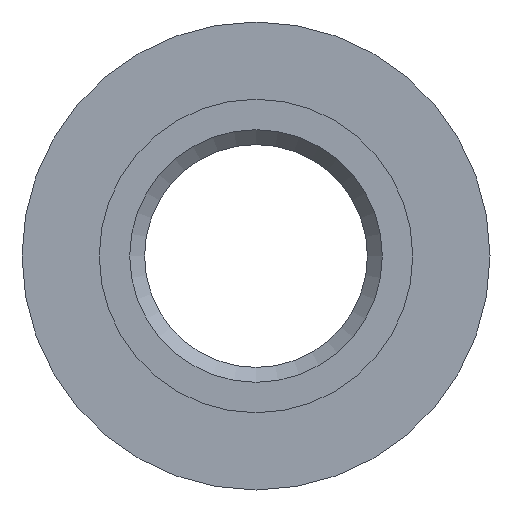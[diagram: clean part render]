
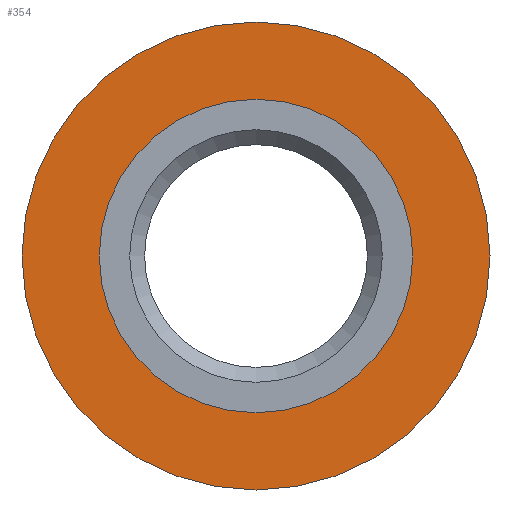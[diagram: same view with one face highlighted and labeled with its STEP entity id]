
A CAD part, left-side view. The second image highlights one B-rep face of the part: STEP entity #354.
In plain terms, the highlighted planar face has unit normal (-1, 0, 0).
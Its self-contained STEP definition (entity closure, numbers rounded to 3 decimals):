
#180 = CYLINDRICAL_SURFACE('',#181,3.15);
#181 = AXIS2_PLACEMENT_3D('',#182,#183,#184);
#182 = CARTESIAN_POINT('',(1.5,0.,0.));
#183 = DIRECTION('',(-1.,0.,0.));
#184 = DIRECTION('',(0.,0.,1.));
#251 = VERTEX_POINT('',#252);
#252 = CARTESIAN_POINT('',(0.,0.,3.15));
#275 = EDGE_CURVE('',#251,#251,#276,.T.);
#276 = SURFACE_CURVE('',#277,(#282,#289),.PCURVE_S1.);
#277 = CIRCLE('',#278,3.15);
#278 = AXIS2_PLACEMENT_3D('',#279,#280,#281);
#279 = CARTESIAN_POINT('',(0.,0.,0.));
#280 = DIRECTION('',(1.,0.,0.));
#281 = DIRECTION('',(0.,0.,1.));
#282 = PCURVE('',#180,#283);
#283 = DEFINITIONAL_REPRESENTATION('',(#284),#288);
#284 = LINE('',#285,#286);
#285 = CARTESIAN_POINT('',(0.,1.5));
#286 = VECTOR('',#287,1.);
#287 = DIRECTION('',(-1.,0.));
#288 = ( GEOMETRIC_REPRESENTATION_CONTEXT(2) 
PARAMETRIC_REPRESENTATION_CONTEXT() REPRESENTATION_CONTEXT('2D SPACE',''
  ) );
#289 = PCURVE('',#290,#295);
#290 = PLANE('',#291);
#291 = AXIS2_PLACEMENT_3D('',#292,#293,#294);
#292 = CARTESIAN_POINT('',(0.,0.,0.));
#293 = DIRECTION('',(1.,0.,0.));
#294 = DIRECTION('',(0.,0.,1.));
#295 = DEFINITIONAL_REPRESENTATION('',(#296),#300);
#296 = CIRCLE('',#297,3.15);
#297 = AXIS2_PLACEMENT_2D('',#298,#299);
#298 = CARTESIAN_POINT('',(0.,0.));
#299 = DIRECTION('',(1.,0.));
#300 = ( GEOMETRIC_REPRESENTATION_CONTEXT(2) 
PARAMETRIC_REPRESENTATION_CONTEXT() REPRESENTATION_CONTEXT('2D SPACE',''
  ) );
#354 = ADVANCED_FACE('',(#355,#358),#290,.F.);
#355 = FACE_BOUND('',#356,.F.);
#356 = EDGE_LOOP('',(#357));
#357 = ORIENTED_EDGE('',*,*,#275,.T.);
#358 = FACE_BOUND('',#359,.F.);
#359 = EDGE_LOOP('',(#360));
#360 = ORIENTED_EDGE('',*,*,#361,.F.);
#361 = EDGE_CURVE('',#362,#362,#364,.T.);
#362 = VERTEX_POINT('',#363);
#363 = CARTESIAN_POINT('',(0.,0.,2.11));
#364 = SURFACE_CURVE('',#365,(#370,#377),.PCURVE_S1.);
#365 = CIRCLE('',#366,2.11);
#366 = AXIS2_PLACEMENT_3D('',#367,#368,#369);
#367 = CARTESIAN_POINT('',(0.,0.,0.));
#368 = DIRECTION('',(1.,0.,0.));
#369 = DIRECTION('',(0.,0.,1.));
#370 = PCURVE('',#290,#371);
#371 = DEFINITIONAL_REPRESENTATION('',(#372),#376);
#372 = CIRCLE('',#373,2.11);
#373 = AXIS2_PLACEMENT_2D('',#374,#375);
#374 = CARTESIAN_POINT('',(0.,0.));
#375 = DIRECTION('',(1.,0.));
#376 = ( GEOMETRIC_REPRESENTATION_CONTEXT(2) 
PARAMETRIC_REPRESENTATION_CONTEXT() REPRESENTATION_CONTEXT('2D SPACE',''
  ) );
#377 = PCURVE('',#378,#383);
#378 = CYLINDRICAL_SURFACE('',#379,2.11);
#379 = AXIS2_PLACEMENT_3D('',#380,#381,#382);
#380 = CARTESIAN_POINT('',(0.,0.,0.));
#381 = DIRECTION('',(-1.,0.,0.));
#382 = DIRECTION('',(0.,0.,1.));
#383 = DEFINITIONAL_REPRESENTATION('',(#384),#388);
#384 = LINE('',#385,#386);
#385 = CARTESIAN_POINT('',(0.,0.));
#386 = VECTOR('',#387,1.);
#387 = DIRECTION('',(-1.,0.));
#388 = ( GEOMETRIC_REPRESENTATION_CONTEXT(2) 
PARAMETRIC_REPRESENTATION_CONTEXT() REPRESENTATION_CONTEXT('2D SPACE',''
  ) );
